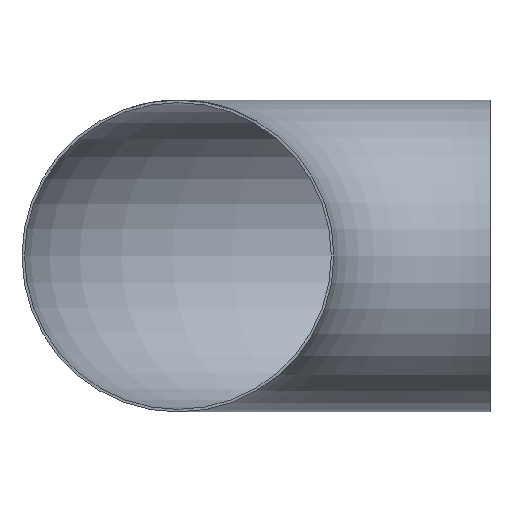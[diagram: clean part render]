
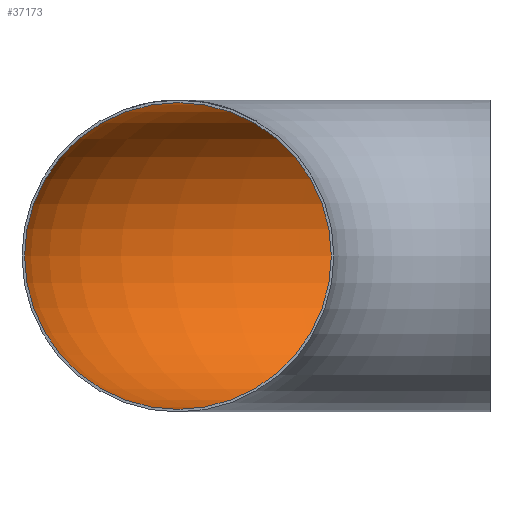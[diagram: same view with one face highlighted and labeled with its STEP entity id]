
A CAD part, front view. The second image highlights one B-rep face of the part: STEP entity #37173.
In plain terms, the highlighted toroidal (fillet/blend) face has major radius 610 mm and minor radius 299.8 mm.
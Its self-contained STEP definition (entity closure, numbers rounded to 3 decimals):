
#508 = AXIS2_PLACEMENT_3D ( 'NONE', #39659, #26294, #36000 ) ;
#1150 = CIRCLE ( 'NONE', #9405, 299.8 ) ;
#1443 = DIRECTION ( 'NONE',  ( 1., 0., 0. ) ) ;
#2758 = EDGE_CURVE ( 'NONE', #23412, #23412, #1150, .T. ) ;
#5510 = EDGE_LOOP ( 'NONE', ( #37565 ) ) ;
#7886 = CARTESIAN_POINT ( 'NONE',  ( 0., 610., 0. ) ) ;
#9405 = AXIS2_PLACEMENT_3D ( 'NONE', #7886, #1443, #37779 ) ;
#10780 = TOROIDAL_SURFACE ( 'NONE', #20374, 610., 299.8 ) ;
#12660 = DIRECTION ( 'NONE',  ( 0., 0., -1. ) ) ;
#12862 = DIRECTION ( 'NONE',  ( -1., 0., 0. ) ) ;
#20374 = AXIS2_PLACEMENT_3D ( 'NONE', #42136, #12660, #12862 ) ;
#20636 = CARTESIAN_POINT ( 'NONE',  ( -610., 0., 299.8 ) ) ;
#21120 = CIRCLE ( 'NONE', #508, 299.8 ) ;
#23412 = VERTEX_POINT ( 'NONE', #39583 ) ;
#26294 = DIRECTION ( 'NONE',  ( 0., 1., 0. ) ) ;
#29008 = FACE_OUTER_BOUND ( 'NONE', #5510, .T. ) ;
#30310 = VERTEX_POINT ( 'NONE', #20636 ) ;
#35026 = EDGE_LOOP ( 'NONE', ( #38050 ) ) ;
#36000 = DIRECTION ( 'NONE',  ( 0., 0., 1. ) ) ;
#37173 = ADVANCED_FACE ( 'NONE', ( #29008, #41151 ), #10780, .F. ) ;
#37565 = ORIENTED_EDGE ( 'NONE', *, *, #2758, .T. ) ;
#37779 = DIRECTION ( 'NONE',  ( 0., 1., 0. ) ) ;
#38050 = ORIENTED_EDGE ( 'NONE', *, *, #39019, .F. ) ;
#39019 = EDGE_CURVE ( 'NONE', #30310, #30310, #21120, .T. ) ;
#39583 = CARTESIAN_POINT ( 'NONE',  ( 0., 909.8, 0. ) ) ;
#39659 = CARTESIAN_POINT ( 'NONE',  ( -610., 0., 0. ) ) ;
#41151 = FACE_OUTER_BOUND ( 'NONE', #35026, .T. ) ;
#42136 = CARTESIAN_POINT ( 'NONE',  ( 0., 0., 0. ) ) ;
